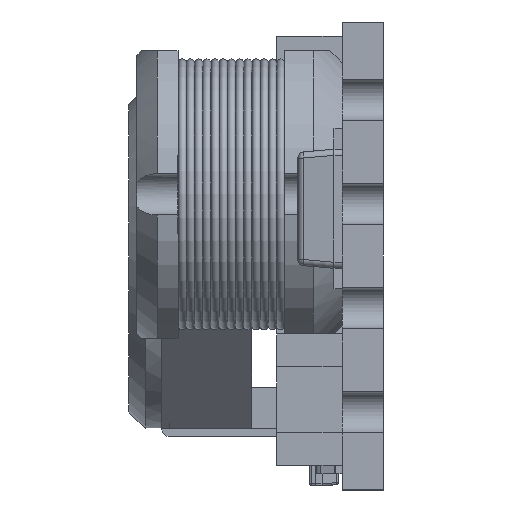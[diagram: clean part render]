
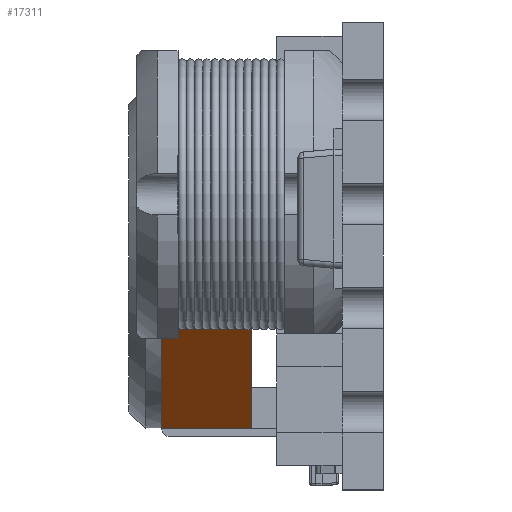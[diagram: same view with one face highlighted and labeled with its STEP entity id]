
A CAD part, left-side view. The second image highlights one B-rep face of the part: STEP entity #17311.
In plain terms, the highlighted face is planar.
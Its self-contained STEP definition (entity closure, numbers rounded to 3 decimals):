
#16568=CARTESIAN_POINT('',(1.719,-2.2,-4.15));
#16569=VERTEX_POINT('',#16568);
#16576=CARTESIAN_POINT('',(4.15,-2.2,-1.719));
#16577=VERTEX_POINT('',#16576);
#16578=CARTESIAN_POINT('',(1.719,-2.2,-4.15));
#16579=DIRECTION('',(0.707,0.0,0.707));
#16580=VECTOR('',#16579,3.438);
#16581=LINE('',#16578,#16580);
#16582=EDGE_CURVE('',#16569,#16577,#16581,.T.);
#16783=CARTESIAN_POINT('',(4.15,-0.2,-1.719));
#16784=VERTEX_POINT('',#16783);
#16844=CARTESIAN_POINT('',(4.15,-0.2,-1.719));
#16845=DIRECTION('',(0.0,-1.0,0.0));
#16846=VECTOR('',#16845,2.0);
#16847=LINE('',#16844,#16846);
#16848=EDGE_CURVE('',#16784,#16577,#16847,.T.);
#16858=CARTESIAN_POINT('',(4.15,0.0,-1.719));
#16859=VERTEX_POINT('',#16858);
#16866=CARTESIAN_POINT('',(2.934,0.,-2.934));
#16867=VERTEX_POINT('',#16866);
#16868=CARTESIAN_POINT('',(4.15,0.0,-1.719));
#16869=DIRECTION('',(-0.707,0.0,-0.707));
#16870=VECTOR('',#16869,1.719);
#16871=LINE('',#16868,#16870);
#16872=EDGE_CURVE('',#16859,#16867,#16871,.T.);
#17021=CARTESIAN_POINT('',(4.15,0.0,-1.719));
#17022=DIRECTION('',(0.0,-1.0,0.0));
#17023=VECTOR('',#17022,0.2);
#17024=LINE('',#17021,#17023);
#17025=EDGE_CURVE('',#16859,#16784,#17024,.T.);
#17276=CARTESIAN_POINT('',(1.719,0.0,-4.15));
#17277=VERTEX_POINT('',#17276);
#17278=CARTESIAN_POINT('',(2.934,0.0,-2.934));
#17279=DIRECTION('',(-0.707,0.0,-0.707));
#17280=VECTOR('',#17279,1.719);
#17281=LINE('',#17278,#17280);
#17282=EDGE_CURVE('',#16867,#17277,#17281,.T.);
#17293=CARTESIAN_POINT('',(1.719,0.0,-4.15));
#17294=DIRECTION('',(0.707,0.0,-0.707));
#17295=DIRECTION('',(0.707,0.0,0.707));
#17296=AXIS2_PLACEMENT_3D('',#17293,#17294,#17295);
#17297=PLANE('',#17296);
#17298=ORIENTED_EDGE('',*,*,#16872,.F.);
#17299=ORIENTED_EDGE('',*,*,#17025,.T.);
#17300=ORIENTED_EDGE('',*,*,#16848,.T.);
#17301=ORIENTED_EDGE('',*,*,#16582,.F.);
#17302=CARTESIAN_POINT('',(1.719,0.0,-4.15));
#17303=DIRECTION('',(0.0,-1.0,0.0));
#17304=VECTOR('',#17303,2.2);
#17305=LINE('',#17302,#17304);
#17306=EDGE_CURVE('',#17277,#16569,#17305,.T.);
#17307=ORIENTED_EDGE('',*,*,#17306,.F.);
#17308=ORIENTED_EDGE('',*,*,#17282,.F.);
#17309=EDGE_LOOP('',(#17298,#17299,#17300,#17301,#17307,#17308));
#17310=FACE_OUTER_BOUND('',#17309,.T.);
#17311=ADVANCED_FACE('',(#17310),#17297,.T.);
